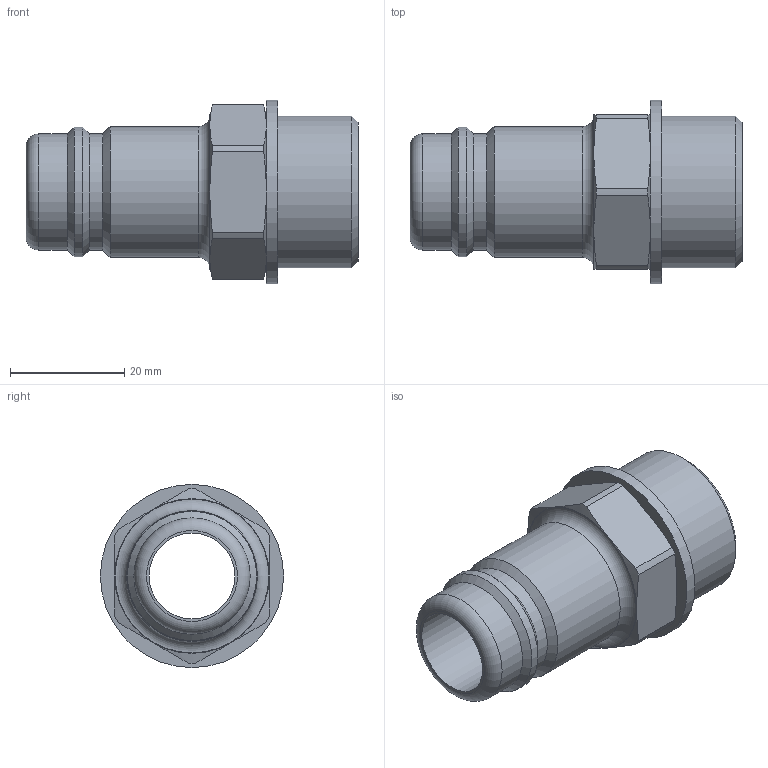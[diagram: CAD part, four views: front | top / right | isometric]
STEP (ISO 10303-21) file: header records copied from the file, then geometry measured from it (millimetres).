
FILE_DESCRIPTION((''),'2;1');
FILE_NAME('38sfaw26mxx.stp','2013-10-07T09:53:36',('IA176480'),(''),'Autodesk Inventor 2013','Autodesk Inventor 2013','');
FILE_SCHEMA(('AUTOMOTIVE_DESIGN { 1 0 10303 214 1 1 1 1 }'));
Length unit declared in the file: millimetre
Products named in the file (3): D107906; D107901; D103699
Assembly tree (2 placements, depth 2):
  D107906
    D107901
    D103699
Bounding box: 58 x 32 x 32 mm (x, y, z)
Volume: 16913.5 mm3; surface area: 8706.5 mm2
Topology: 2 solids, 2 shells, 50 faces, 110 edges, 66 vertices
Faces by surface type: cone 17, cylinder 16, plane 15, torus 2
Full cylindrical faces by diameter (mm): 15 x1, 20.3 x2, 22.6 x1, 22.85 x1, 26.441 x1, 32 x1
Entity records: 1369 total; most frequent: CARTESIAN_POINT 265, DIRECTION 230, ORIENTED_EDGE 192, AXIS2_PLACEMENT_3D 103, EDGE_CURVE 96, EDGE_LOOP 70, VERTEX_POINT 66, FACE_OUTER_BOUND 50
